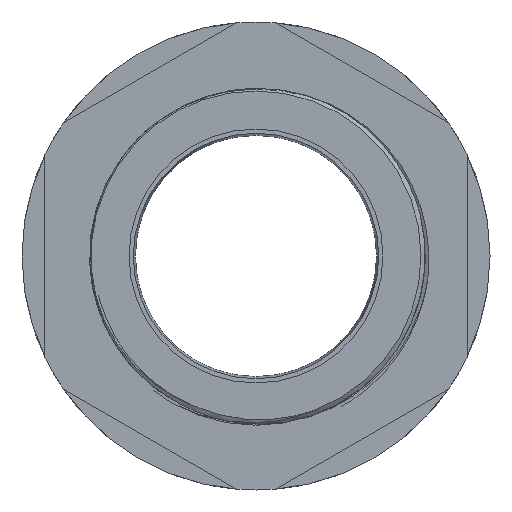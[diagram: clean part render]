
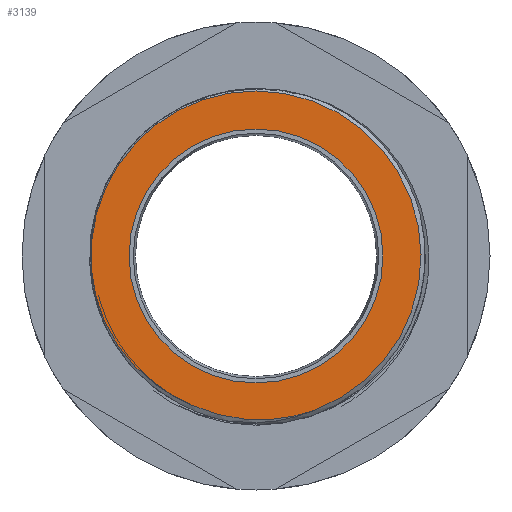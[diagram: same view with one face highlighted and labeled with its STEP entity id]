
A CAD part, front view. The second image highlights one B-rep face of the part: STEP entity #3139.
In plain terms, the highlighted planar face has unit normal (0, -1, 0).
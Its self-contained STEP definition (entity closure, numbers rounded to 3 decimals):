
#10 = B_SPLINE_CURVE_WITH_KNOTS ( 'NONE', 3,
 ( #1942, #4760, #10418, #11363, #5717, #66, #6691, #1049, #7646, #1976, #8569, #2921, #9520, #3867, #10462, #4795 ),
 .UNSPECIFIED., .F., .F.,
 ( 4, 2, 2, 2, 2, 2, 2, 4 ),
 ( 0., 0.002, 0.004, 0.007, 0.009, 0.011, 0.013, 0.015 ),
 .UNSPECIFIED. ) ;
#66 = CARTESIAN_POINT ( 'NONE',  ( -2.782, -10., -19.13 ) ) ;
#152 = EDGE_CURVE ( 'NONE', #11777, #1365, #3590, .T. ) ;
#217 = CARTESIAN_POINT ( 'NONE',  ( -17.898, -10., -7.74 ) ) ;
#227 = B_SPLINE_CURVE_WITH_KNOTS ( 'NONE', 3,
 ( #8773, #2193, #4065, #10670, #5011, #11611, #5987, #332, #6956, #1302, #7894, #2241, #8816, #3169 ),
 .UNSPECIFIED., .F., .F.,
 ( 4, 2, 2, 2, 2, 2, 4 ),
 ( 0.024, 0.028, 0.03, 0.032, 0.035, 0.037, 0.039 ),
 .UNSPECIFIED. ) ;
#332 = CARTESIAN_POINT ( 'NONE',  ( -12.769, -10., -14.549 ) ) ;
#373 = DIRECTION ( 'NONE',  ( 0., -1., 0. ) ) ;
#466 = FACE_BOUND ( 'NONE', #9868, .T. ) ;
#1049 = CARTESIAN_POINT ( 'NONE',  ( 0.267, -10., -19.364 ) ) ;
#1302 = CARTESIAN_POINT ( 'NONE',  ( -10.248, -10., -16.31 ) ) ;
#1365 = VERTEX_POINT ( 'NONE', #4621 ) ;
#1753 = AXIS2_PLACEMENT_3D ( 'NONE', #10624, #4948, #11563 ) ;
#1840 = CARTESIAN_POINT ( 'NONE',  ( -7.474, -10., -17.669 ) ) ;
#1870 = CIRCLE ( 'NONE', #10010, 19.5 ) ;
#1876 = ORIENTED_EDGE ( 'NONE', *, *, #8517, .T. ) ;
#1942 = CARTESIAN_POINT ( 'NONE',  ( -7.474, -10., -17.669 ) ) ;
#1976 = CARTESIAN_POINT ( 'NONE',  ( 2.12, -10., -19.288 ) ) ;
#2193 = CARTESIAN_POINT ( 'NONE',  ( -17.387, -10., -8.854 ) ) ;
#2241 = CARTESIAN_POINT ( 'NONE',  ( -8.613, -10., -17.185 ) ) ;
#2282 = VERTEX_POINT ( 'NONE', #217 ) ;
#2403 = CARTESIAN_POINT ( 'NONE',  ( 0., -10., 0. ) ) ;
#2921 = CARTESIAN_POINT ( 'NONE',  ( 3.954, -10., -19.037 ) ) ;
#3139 = ADVANCED_FACE ( 'NONE', ( #466, #4855 ), #8869, .F. ) ;
#3169 = CARTESIAN_POINT ( 'NONE',  ( -7.474, -10., -17.669 ) ) ;
#3330 = DIRECTION ( 'NONE',  ( 0., 0., 1. ) ) ;
#3520 = EDGE_CURVE ( 'NONE', #6313, #4765, #10, .T. ) ;
#3590 = CIRCLE ( 'NONE', #10069, 15. ) ;
#3622 = EDGE_CURVE ( 'NONE', #7794, #2282, #11642, .T. ) ;
#3867 = CARTESIAN_POINT ( 'NONE',  ( 5.751, -10., -18.615 ) ) ;
#4065 = CARTESIAN_POINT ( 'NONE',  ( -16.776, -10., -9.913 ) ) ;
#4381 = ORIENTED_EDGE ( 'NONE', *, *, #7179, .T. ) ;
#4621 = CARTESIAN_POINT ( 'NONE',  ( 0., -10., -15. ) ) ;
#4652 = EDGE_CURVE ( 'NONE', #1365, #11777, #7287, .T. ) ;
#4760 = CARTESIAN_POINT ( 'NONE',  ( -6.909, -10., -17.923 ) ) ;
#4765 = VERTEX_POINT ( 'NONE', #8942 ) ;
#4795 = CARTESIAN_POINT ( 'NONE',  ( 6.911, -10., -18.234 ) ) ;
#4855 = FACE_OUTER_BOUND ( 'NONE', #8102, .T. ) ;
#4948 = DIRECTION ( 'NONE',  ( 0., -1., 0. ) ) ;
#5011 = CARTESIAN_POINT ( 'NONE',  ( -15.323, -10., -11.905 ) ) ;
#5089 = DIRECTION ( 'NONE',  ( 0., 0., 1. ) ) ;
#5462 = AXIS2_PLACEMENT_3D ( 'NONE', #6022, #373, #7005 ) ;
#5717 = CARTESIAN_POINT ( 'NONE',  ( -4.57, -10., -18.713 ) ) ;
#5987 = CARTESIAN_POINT ( 'NONE',  ( -14.094, -10., -13.281 ) ) ;
#6022 = CARTESIAN_POINT ( 'NONE',  ( 0., -10., 0. ) ) ;
#6313 = VERTEX_POINT ( 'NONE', #1840 ) ;
#6691 = CARTESIAN_POINT ( 'NONE',  ( -1.573, -10., -19.293 ) ) ;
#6956 = CARTESIAN_POINT ( 'NONE',  ( -11.809, -10., -15.307 ) ) ;
#6994 = ORIENTED_EDGE ( 'NONE', *, *, #4652, .F. ) ;
#7005 = DIRECTION ( 'NONE',  ( 0., 0., -1. ) ) ;
#7166 = ORIENTED_EDGE ( 'NONE', *, *, #152, .F. ) ;
#7179 = EDGE_CURVE ( 'NONE', #2282, #6313, #227, .T. ) ;
#7287 = CIRCLE ( 'NONE', #5462, 15. ) ;
#7457 = ORIENTED_EDGE ( 'NONE', *, *, #3622, .T. ) ;
#7472 = CARTESIAN_POINT ( 'NONE',  ( 0., -10., 19.5 ) ) ;
#7646 = CARTESIAN_POINT ( 'NONE',  ( 0.888, -10., -19.358 ) ) ;
#7794 = VERTEX_POINT ( 'NONE', #7472 ) ;
#7894 = CARTESIAN_POINT ( 'NONE',  ( -9.711, -10., -16.62 ) ) ;
#8102 = EDGE_LOOP ( 'NONE', ( #1876, #7457, #4381, #10315 ) ) ;
#8517 = EDGE_CURVE ( 'NONE', #4765, #7794, #1870, .T. ) ;
#8569 = CARTESIAN_POINT ( 'NONE',  ( 2.733, -10., -19.224 ) ) ;
#8773 = CARTESIAN_POINT ( 'NONE',  ( -17.898, -10., -7.74 ) ) ;
#8816 = CARTESIAN_POINT ( 'NONE',  ( -8.05, -10., -17.441 ) ) ;
#8869 = PLANE ( 'NONE',  #9525 ) ;
#8902 = CARTESIAN_POINT ( 'NONE',  ( 0., -10., 15. ) ) ;
#8942 = CARTESIAN_POINT ( 'NONE',  ( 6.911, -10., -18.234 ) ) ;
#8983 = DIRECTION ( 'NONE',  ( 0., -1., 0. ) ) ;
#9520 = CARTESIAN_POINT ( 'NONE',  ( 4.561, -10., -18.914 ) ) ;
#9525 = AXIS2_PLACEMENT_3D ( 'NONE', #11614, #10756, #5089 ) ;
#9868 = EDGE_LOOP ( 'NONE', ( #6994, #7166 ) ) ;
#10010 = AXIS2_PLACEMENT_3D ( 'NONE', #2403, #8983, #3330 ) ;
#10069 = AXIS2_PLACEMENT_3D ( 'NONE', #11346, #11051, #11137 ) ;
#10315 = ORIENTED_EDGE ( 'NONE', *, *, #3520, .T. ) ;
#10418 = CARTESIAN_POINT ( 'NONE',  ( -6.334, -10., -18.149 ) ) ;
#10462 = CARTESIAN_POINT ( 'NONE',  ( 6.336, -10., -18.438 ) ) ;
#10624 = CARTESIAN_POINT ( 'NONE',  ( 0., -10., 0. ) ) ;
#10670 = CARTESIAN_POINT ( 'NONE',  ( -15.707, -10., -11.416 ) ) ;
#10756 = DIRECTION ( 'NONE',  ( 0., 1., 0. ) ) ;
#11051 = DIRECTION ( 'NONE',  ( 0., -1., 0. ) ) ;
#11137 = DIRECTION ( 'NONE',  ( 0., 0., -1. ) ) ;
#11346 = CARTESIAN_POINT ( 'NONE',  ( 0., -10., 0. ) ) ;
#11363 = CARTESIAN_POINT ( 'NONE',  ( -5.162, -10., -18.544 ) ) ;
#11563 = DIRECTION ( 'NONE',  ( 0., 0., 1. ) ) ;
#11611 = CARTESIAN_POINT ( 'NONE',  ( -14.517, -10., -12.837 ) ) ;
#11614 = CARTESIAN_POINT ( 'NONE',  ( 0., -10., 0. ) ) ;
#11642 = CIRCLE ( 'NONE', #1753, 19.5 ) ;
#11777 = VERTEX_POINT ( 'NONE', #8902 ) ;
